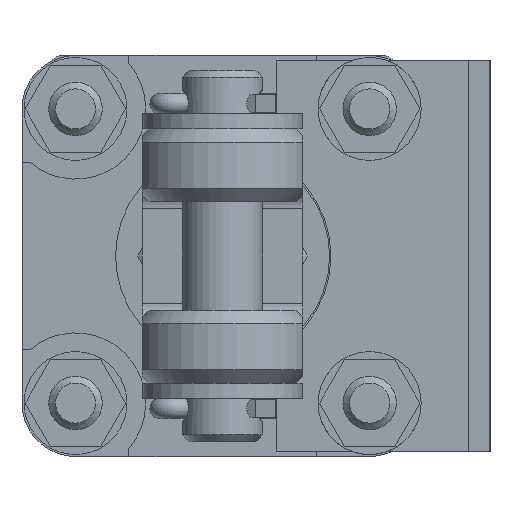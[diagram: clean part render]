
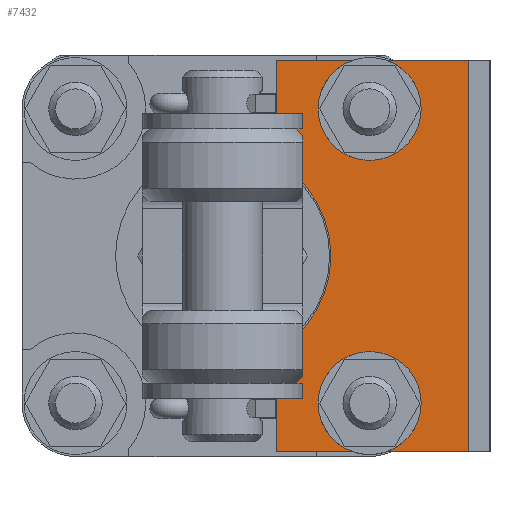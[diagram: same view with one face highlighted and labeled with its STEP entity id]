
A CAD part, left-side view. The second image highlights one B-rep face of the part: STEP entity #7432.
In plain terms, the highlighted planar face has unit normal (-1, 0, 0).
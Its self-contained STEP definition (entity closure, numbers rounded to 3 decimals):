
#445=PLANE('',#8307);
#968=FACE_OUTER_BOUND('',#1465,.T.);
#1465=EDGE_LOOP('',(#6693,#6694,#6695,#6696,#6697,#6698,#6699,#6700,#6701,
#6702,#6703));
#2038=LINE('',#12740,#2717);
#2090=LINE('',#12896,#2769);
#2091=LINE('',#12898,#2770);
#2096=LINE('',#12906,#2775);
#2097=LINE('',#12908,#2776);
#2098=LINE('',#12909,#2777);
#2099=LINE('',#12910,#2778);
#2717=VECTOR('',#10077,10.);
#2769=VECTOR('',#10239,10.);
#2770=VECTOR('',#10240,10.);
#2775=VECTOR('',#10247,10.);
#2776=VECTOR('',#10250,10.);
#2777=VECTOR('',#10251,10.);
#2778=VECTOR('',#10252,10.);
#3143=CIRCLE('',#8245,16.4);
#3159=CIRCLE('',#8285,7.7);
#3161=CIRCLE('',#8287,7.7);
#3166=CIRCLE('',#8297,7.7);
#3721=VERTEX_POINT('',#12716);
#3723=VERTEX_POINT('',#12719);
#3731=VERTEX_POINT('',#12739);
#3768=VERTEX_POINT('',#12853);
#3769=VERTEX_POINT('',#12855);
#3770=VERTEX_POINT('',#12857);
#3775=VERTEX_POINT('',#12875);
#3776=VERTEX_POINT('',#12877);
#3780=VERTEX_POINT('',#12894);
#3781=VERTEX_POINT('',#12897);
#3783=VERTEX_POINT('',#12904);
#4686=EDGE_CURVE('',#3723,#3721,#3143,.T.);
#4696=EDGE_CURVE('',#3723,#3731,#2038,.T.);
#4752=EDGE_CURVE('',#3769,#3768,#3159,.T.);
#4754=EDGE_CURVE('',#3768,#3770,#3161,.T.);
#4762=EDGE_CURVE('',#3776,#3775,#3166,.T.);
#4770=EDGE_CURVE('',#3780,#3775,#2090,.T.);
#4771=EDGE_CURVE('',#3776,#3781,#2091,.T.);
#4776=EDGE_CURVE('',#3780,#3783,#2096,.T.);
#4777=EDGE_CURVE('',#3781,#3721,#2097,.T.);
#4778=EDGE_CURVE('',#3769,#3783,#2098,.T.);
#4779=EDGE_CURVE('',#3731,#3770,#2099,.T.);
#6693=ORIENTED_EDGE('',*,*,#4686,.T.);
#6694=ORIENTED_EDGE('',*,*,#4777,.F.);
#6695=ORIENTED_EDGE('',*,*,#4771,.F.);
#6696=ORIENTED_EDGE('',*,*,#4762,.T.);
#6697=ORIENTED_EDGE('',*,*,#4770,.F.);
#6698=ORIENTED_EDGE('',*,*,#4776,.T.);
#6699=ORIENTED_EDGE('',*,*,#4778,.F.);
#6700=ORIENTED_EDGE('',*,*,#4752,.T.);
#6701=ORIENTED_EDGE('',*,*,#4754,.T.);
#6702=ORIENTED_EDGE('',*,*,#4779,.F.);
#6703=ORIENTED_EDGE('',*,*,#4696,.F.);
#7432=ADVANCED_FACE('',(#968),#445,.T.);
#8245=AXIS2_PLACEMENT_3D('',#12720,#10059,#10060);
#8285=AXIS2_PLACEMENT_3D('',#12856,#10189,#10190);
#8287=AXIS2_PLACEMENT_3D('',#12859,#10193,#10194);
#8297=AXIS2_PLACEMENT_3D('',#12878,#10216,#10217);
#8307=AXIS2_PLACEMENT_3D('',#12907,#10248,#10249);
#10059=DIRECTION('center_axis',(1.,0.,0.));
#10060=DIRECTION('ref_axis',(0.,-1.,0.));
#10077=DIRECTION('',(0.,0.,1.));
#10189=DIRECTION('center_axis',(1.,0.,0.));
#10190=DIRECTION('ref_axis',(0.,0.,1.));
#10193=DIRECTION('center_axis',(1.,0.,0.));
#10194=DIRECTION('ref_axis',(0.,0.,1.));
#10216=DIRECTION('center_axis',(1.,0.,0.));
#10217=DIRECTION('ref_axis',(0.,0.,1.));
#10239=DIRECTION('',(0.,1.,0.));
#10240=DIRECTION('',(0.,1.,0.));
#10247=DIRECTION('',(0.,0.,1.));
#10248=DIRECTION('center_axis',(-1.,0.,0.));
#10249=DIRECTION('ref_axis',(0.,-1.,0.));
#10250=DIRECTION('',(0.,0.,1.));
#10251=DIRECTION('',(0.,-1.,0.));
#10252=DIRECTION('',(0.,-1.,0.));
#12716=CARTESIAN_POINT('',(-3.2,-8.,-14.203));
#12719=CARTESIAN_POINT('',(-3.2,-8.,14.203));
#12720=CARTESIAN_POINT('Origin',(-3.2,0.2,0.));
#12739=CARTESIAN_POINT('',(-3.2,-8.,29.25));
#12740=CARTESIAN_POINT('',(-3.2,-8.,0.));
#12853=CARTESIAN_POINT('',(-3.2,-22.,14.3));
#12855=CARTESIAN_POINT('',(-3.2,-24.594,29.25));
#12856=CARTESIAN_POINT('Origin',(-3.2,-22.,22.));
#12857=CARTESIAN_POINT('',(-3.2,-19.406,29.25));
#12859=CARTESIAN_POINT('Origin',(-3.2,-22.,22.));
#12875=CARTESIAN_POINT('',(-3.2,-24.594,-29.25));
#12877=CARTESIAN_POINT('',(-3.2,-19.406,-29.25));
#12878=CARTESIAN_POINT('Origin',(-3.2,-22.,-22.));
#12894=CARTESIAN_POINT('',(-3.2,-36.8,-29.25));
#12896=CARTESIAN_POINT('',(-3.2,-8.,-29.25));
#12897=CARTESIAN_POINT('',(-3.2,-8.,-29.25));
#12898=CARTESIAN_POINT('',(-3.2,-8.,-29.25));
#12904=CARTESIAN_POINT('',(-3.2,-36.8,29.25));
#12906=CARTESIAN_POINT('',(-3.2,-36.8,0.));
#12907=CARTESIAN_POINT('Origin',(-3.2,-8.,0.));
#12908=CARTESIAN_POINT('',(-3.2,-8.,0.));
#12909=CARTESIAN_POINT('',(-3.2,-8.,29.25));
#12910=CARTESIAN_POINT('',(-3.2,-8.,29.25));
